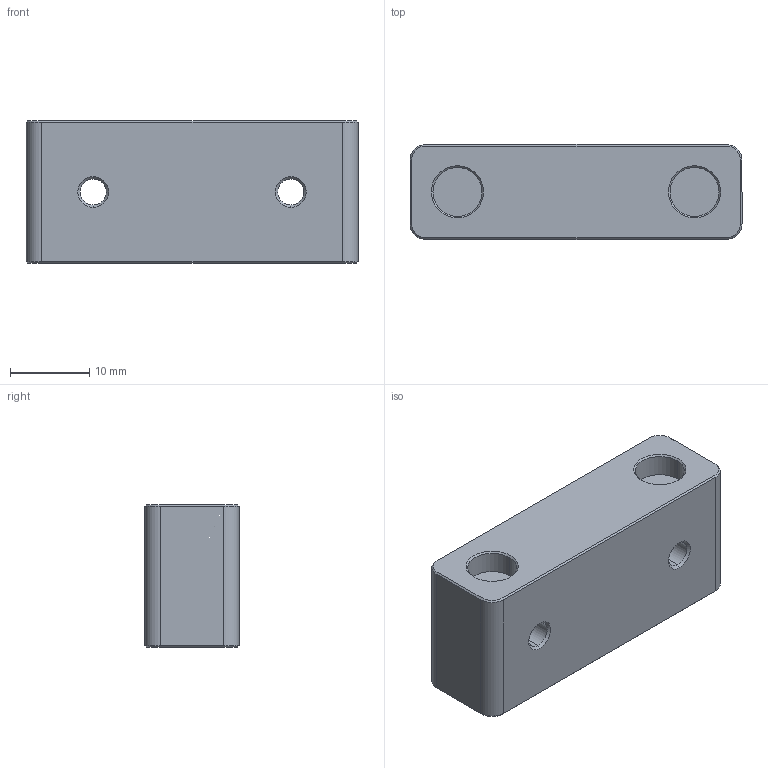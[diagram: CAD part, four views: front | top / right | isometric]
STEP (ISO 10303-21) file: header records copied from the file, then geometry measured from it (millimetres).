
FILE_DESCRIPTION (( 'STEP AP203' ), '1' );
FILE_NAME ('棠沺釱_狟.STEP', '2024-01-19T06:46:07', ( 'Leo' ), ( '' ), 'SwSTEP 2.0', 'SolidWorks 2022', '' );
FILE_SCHEMA (( 'CONFIG_CONTROL_DESIGN' ));
Length unit declared in the file: millimetre
Products named in the file (1): 磁铁座_下
Bounding box: 42 x 12 x 18 mm (x, y, z)
Volume: 8230 mm3; surface area: 3327.4 mm2
Topology: 1 solids, 1 shells, 58 faces, 124 edges, 72 vertices
Faces by surface type: cone 24, plane 18, cylinder 16
Entity records: 1633 total; most frequent: DIRECTION 298, CARTESIAN_POINT 255, ORIENTED_EDGE 248, EDGE_CURVE 124, AXIS2_PLACEMENT_3D 115, VERTEX_POINT 72, VECTOR 68, LINE 68
